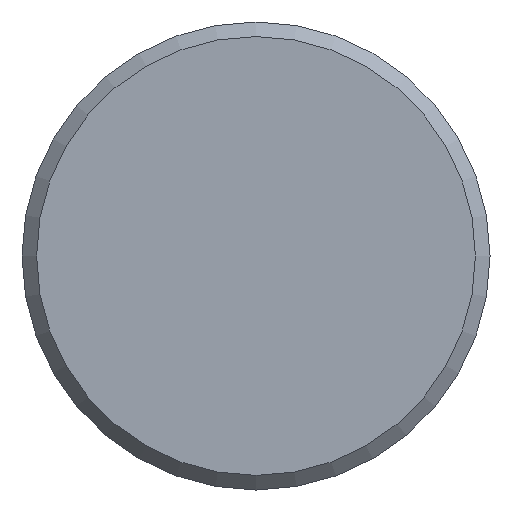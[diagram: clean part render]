
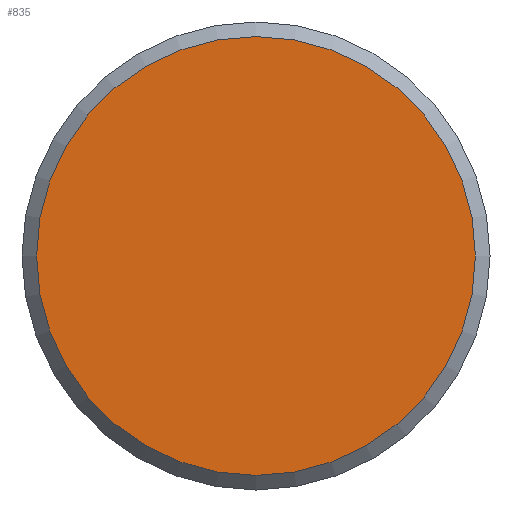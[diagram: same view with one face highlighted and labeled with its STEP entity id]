
A CAD part, front view. The second image highlights one B-rep face of the part: STEP entity #835.
In plain terms, the highlighted planar face has unit normal (0, -1, 0).
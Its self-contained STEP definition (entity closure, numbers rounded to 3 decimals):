
#61=PLANE('',#971);
#110=FACE_OUTER_BOUND('',#177,.T.);
#177=EDGE_LOOP('',(#689));
#317=CIRCLE('',#970,15.);
#384=VERTEX_POINT('',#1485);
#486=EDGE_CURVE('',#384,#384,#317,.T.);
#689=ORIENTED_EDGE('',*,*,#486,.T.);
#835=ADVANCED_FACE('',(#110),#61,.T.);
#970=AXIS2_PLACEMENT_3D('',#1486,#1230,#1231);
#971=AXIS2_PLACEMENT_3D('',#1488,#1233,#1234);
#1230=DIRECTION('center_axis',(0.,-1.,0.));
#1231=DIRECTION('ref_axis',(1.,0.,0.));
#1233=DIRECTION('center_axis',(0.,-1.,0.));
#1234=DIRECTION('ref_axis',(0.,0.,-1.));
#1485=CARTESIAN_POINT('',(-15.,-23.6,0.));
#1486=CARTESIAN_POINT('Origin',(0.,-23.6,0.));
#1488=CARTESIAN_POINT('Origin',(7.5,-23.6,0.));
